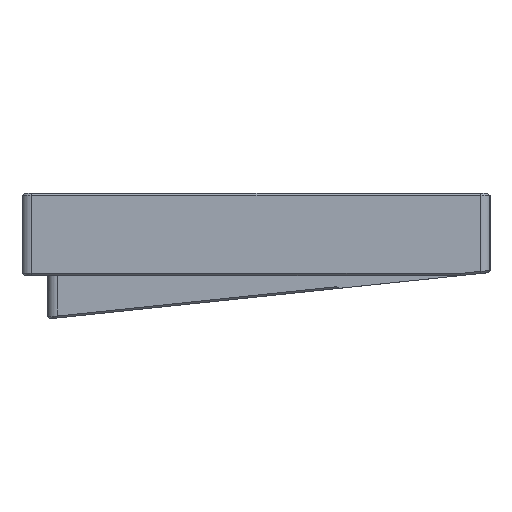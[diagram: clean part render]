
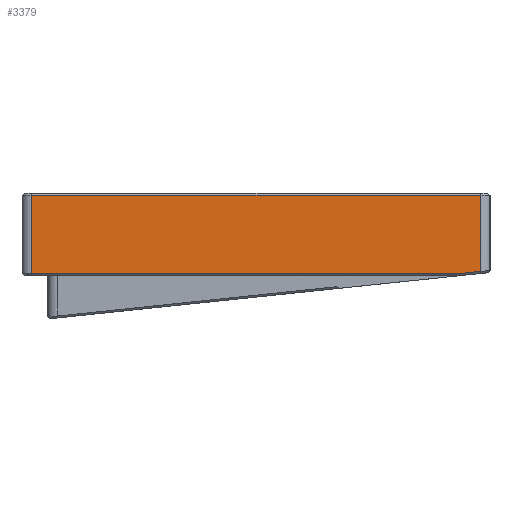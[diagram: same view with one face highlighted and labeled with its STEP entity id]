
A CAD part, left-side view. The second image highlights one B-rep face of the part: STEP entity #3379.
In plain terms, the highlighted planar face has unit normal (-1, 0, 0).
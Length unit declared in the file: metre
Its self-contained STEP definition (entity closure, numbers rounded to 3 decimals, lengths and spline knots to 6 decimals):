
#184=LINE('',#5456,#491);
#185=LINE('',#5459,#492);
#186=LINE('',#5461,#493);
#187=LINE('',#5463,#494);
#188=LINE('',#5465,#495);
#491=VECTOR('',#4277,1.);
#492=VECTOR('',#4278,1.);
#493=VECTOR('',#4279,1.);
#494=VECTOR('',#4280,1.);
#495=VECTOR('',#4281,1.);
#697=PLANE('',#3678);
#1169=ORIENTED_EDGE('',*,*,#2158,.T.);
#1170=ORIENTED_EDGE('',*,*,#2159,.T.);
#1171=ORIENTED_EDGE('',*,*,#2160,.T.);
#1172=ORIENTED_EDGE('',*,*,#2161,.T.);
#1173=ORIENTED_EDGE('',*,*,#2162,.T.);
#2158=EDGE_CURVE('',#2650,#2651,#184,.T.);
#2159=EDGE_CURVE('',#2651,#2652,#185,.T.);
#2160=EDGE_CURVE('',#2652,#2653,#186,.T.);
#2161=EDGE_CURVE('',#2653,#2654,#187,.T.);
#2162=EDGE_CURVE('',#2654,#2650,#188,.F.);
#2650=VERTEX_POINT('',#5457);
#2651=VERTEX_POINT('',#5458);
#2652=VERTEX_POINT('',#5460);
#2653=VERTEX_POINT('',#5462);
#2654=VERTEX_POINT('',#5464);
#2835=EDGE_LOOP('',(#1169,#1170,#1171,#1172,#1173));
#3067=FACE_BOUND('',#2835,.T.);
#3379=ADVANCED_FACE('',(#3067),#697,.T.);
#3678=AXIS2_PLACEMENT_3D('',#5455,#4275,#4276);
#4275=DIRECTION('',(-1.,0.,0.));
#4276=DIRECTION('',(0.,0.,1.));
#4277=DIRECTION('',(0.,-1.,0.));
#4278=DIRECTION('',(0.,-0.995,0.105));
#4279=DIRECTION('',(0.,0.,1.));
#4280=DIRECTION('',(0.,1.,0.));
#4281=DIRECTION('',(0.,0.,1.));
#5455=CARTESIAN_POINT('',(-0.157375,0.,-0.000002));
#5456=CARTESIAN_POINT('',(-0.157375,0.,0.011347));
#5457=CARTESIAN_POINT('',(-0.157375,0.05285,0.011347));
#5458=CARTESIAN_POINT('',(-0.157375,-0.048074,0.011347));
#5459=CARTESIAN_POINT('',(-0.157375,0.000655,0.006225));
#5460=CARTESIAN_POINT('',(-0.157375,-0.05285,0.011849));
#5461=CARTESIAN_POINT('',(-0.157375,-0.05285,0.030247));
#5462=CARTESIAN_POINT('',(-0.157375,-0.05285,0.029747));
#5463=CARTESIAN_POINT('',(-0.157375,0.05285,0.029747));
#5464=CARTESIAN_POINT('',(-0.157375,0.05285,0.029747));
#5465=CARTESIAN_POINT('',(-0.157375,0.05285,-0.000002));
